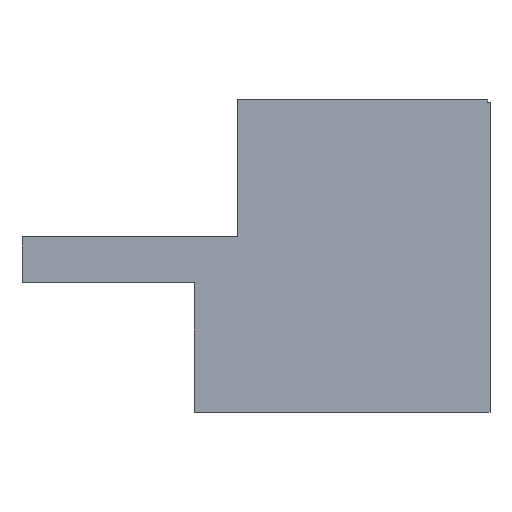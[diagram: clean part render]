
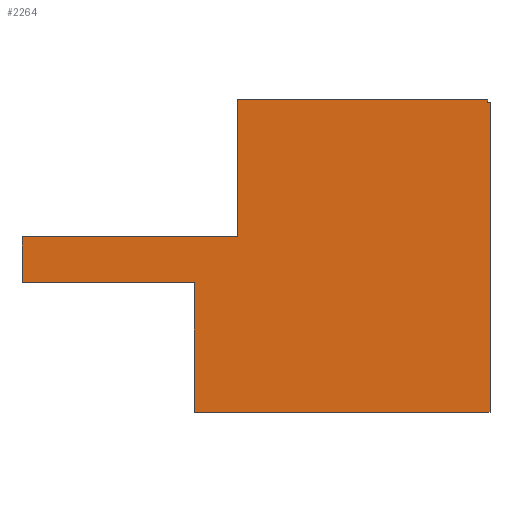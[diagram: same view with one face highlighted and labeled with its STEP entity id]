
A CAD part, front view. The second image highlights one B-rep face of the part: STEP entity #2264.
In plain terms, the highlighted planar face has unit normal (0, -1, 0).
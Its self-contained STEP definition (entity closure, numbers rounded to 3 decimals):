
#31=FACE_OUTER_BOUND('',#137,.T.);
#137=EDGE_LOOP('',(#1482,#1483,#1484,#1485,#1486,#1487,#1488,#1489,#1490,
#1491));
#253=CIRCLE('',#2385,7.4);
#278=LINE('',#3099,#594);
#279=LINE('',#3101,#595);
#280=LINE('',#3105,#596);
#281=LINE('',#3107,#597);
#282=LINE('',#3109,#598);
#283=LINE('',#3111,#599);
#284=LINE('',#3113,#600);
#285=LINE('',#3115,#601);
#286=LINE('',#3116,#602);
#594=VECTOR('',#2519,10.);
#595=VECTOR('',#2520,10.);
#596=VECTOR('',#2523,10.);
#597=VECTOR('',#2524,10.);
#598=VECTOR('',#2525,10.);
#599=VECTOR('',#2526,10.);
#600=VECTOR('',#2527,10.);
#601=VECTOR('',#2528,10.);
#602=VECTOR('',#2529,10.);
#910=VERTEX_POINT('',#3097);
#911=VERTEX_POINT('',#3098);
#912=VERTEX_POINT('',#3100);
#913=VERTEX_POINT('',#3102);
#914=VERTEX_POINT('',#3104);
#915=VERTEX_POINT('',#3106);
#916=VERTEX_POINT('',#3108);
#917=VERTEX_POINT('',#3110);
#918=VERTEX_POINT('',#3112);
#919=VERTEX_POINT('',#3114);
#1141=EDGE_CURVE('',#910,#911,#278,.T.);
#1142=EDGE_CURVE('',#912,#910,#279,.T.);
#1143=EDGE_CURVE('',#913,#912,#253,.T.);
#1144=EDGE_CURVE('',#914,#913,#280,.T.);
#1145=EDGE_CURVE('',#915,#914,#281,.T.);
#1146=EDGE_CURVE('',#915,#916,#282,.T.);
#1147=EDGE_CURVE('',#916,#917,#283,.T.);
#1148=EDGE_CURVE('',#917,#918,#284,.T.);
#1149=EDGE_CURVE('',#919,#918,#285,.T.);
#1150=EDGE_CURVE('',#919,#911,#286,.T.);
#1482=ORIENTED_EDGE('',*,*,#1141,.F.);
#1483=ORIENTED_EDGE('',*,*,#1142,.F.);
#1484=ORIENTED_EDGE('',*,*,#1143,.F.);
#1485=ORIENTED_EDGE('',*,*,#1144,.F.);
#1486=ORIENTED_EDGE('',*,*,#1145,.F.);
#1487=ORIENTED_EDGE('',*,*,#1146,.T.);
#1488=ORIENTED_EDGE('',*,*,#1147,.T.);
#1489=ORIENTED_EDGE('',*,*,#1148,.T.);
#1490=ORIENTED_EDGE('',*,*,#1149,.F.);
#1491=ORIENTED_EDGE('',*,*,#1150,.T.);
#2164=PLANE('',#2384);
#2264=ADVANCED_FACE('',(#31),#2164,.T.);
#2384=AXIS2_PLACEMENT_3D('',#3096,#2517,#2518);
#2385=AXIS2_PLACEMENT_3D('',#3103,#2521,#2522);
#2517=DIRECTION('center_axis',(0.,-1.,0.));
#2518=DIRECTION('ref_axis',(0.,0.,-1.));
#2519=DIRECTION('',(-1.,0.,0.));
#2520=DIRECTION('',(0.,0.,-1.));
#2521=DIRECTION('center_axis',(0.,1.,0.));
#2522=DIRECTION('ref_axis',(-1.,0.,0.));
#2523=DIRECTION('',(0.,0.,-1.));
#2524=DIRECTION('',(1.,0.,0.));
#2525=DIRECTION('',(0.,0.,-1.));
#2526=DIRECTION('',(-1.,0.,0.));
#2527=DIRECTION('',(0.,0.,-1.));
#2528=DIRECTION('',(-1.,0.,0.));
#2529=DIRECTION('',(0.,0.,-1.));
#3096=CARTESIAN_POINT('Origin',(253.943,-109.9,9.195));
#3097=CARTESIAN_POINT('',(260.386,-109.9,2.181));
#3098=CARTESIAN_POINT('',(247.5,-109.9,2.181));
#3099=CARTESIAN_POINT('',(253.081,-109.9,2.181));
#3100=CARTESIAN_POINT('',(260.386,-109.9,15.67));
#3101=CARTESIAN_POINT('',(260.386,-109.9,5.988));
#3102=CARTESIAN_POINT('',(260.286,-109.9,15.68));
#3103=CARTESIAN_POINT('Origin',(259.619,-109.9,8.31));
#3104=CARTESIAN_POINT('',(260.286,-109.9,15.81));
#3105=CARTESIAN_POINT('',(260.286,-109.9,15.81));
#3106=CARTESIAN_POINT('',(249.386,-109.9,15.81));
#3107=CARTESIAN_POINT('',(257.386,-109.9,15.81));
#3108=CARTESIAN_POINT('',(249.386,-109.9,9.83));
#3109=CARTESIAN_POINT('',(249.386,-109.9,9.513));
#3110=CARTESIAN_POINT('',(240.,-109.9,9.83));
#3111=CARTESIAN_POINT('',(247.5,-109.9,9.83));
#3112=CARTESIAN_POINT('',(240.,-109.9,7.83));
#3113=CARTESIAN_POINT('',(240.,-109.9,9.83));
#3114=CARTESIAN_POINT('',(247.5,-109.9,7.83));
#3115=CARTESIAN_POINT('',(247.5,-109.9,7.83));
#3116=CARTESIAN_POINT('',(247.5,-109.9,2.781));
